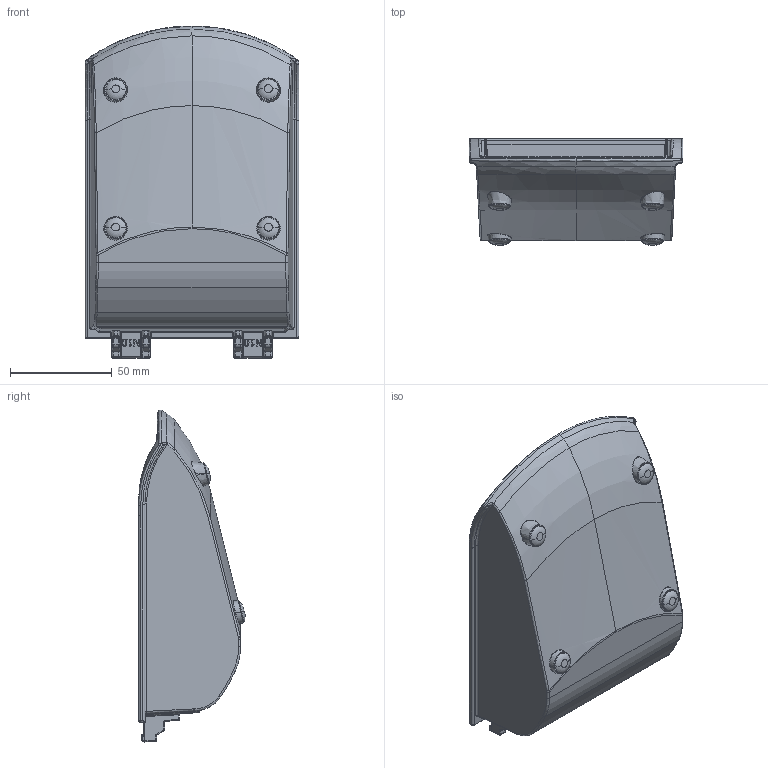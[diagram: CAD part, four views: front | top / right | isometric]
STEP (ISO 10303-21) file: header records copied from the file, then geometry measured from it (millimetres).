
FILE_DESCRIPTION (( 'STEP AP214' ), '1' );
FILE_NAME ('Accessories for aluminium profiles061MGT2D391N10.step', '2017-02-27T14:33:10', ( '' ), ( '' ), 'SwSTEP 2.0', 'SolidWorks 2016', '' );
FILE_SCHEMA (( 'AUTOMOTIVE_DESIGN' ));
Length unit declared in the file: millimetre
Products named in the file (5): 061ML22_061ML22; 340ME489_340ME489; 340ME488_340ME488; 061MGT2D391HR01_061MGT2D391N10R01; Accessories for aluminium profiles061MGT2D391N10
Assembly tree (7 placements, depth 2):
  Accessories for aluminium profiles061MGT2D391N10
    061MGT2D391HR01_061MGT2D391N10R01
    340ME488_340ME488  x4
    340ME489_340ME489
    061ML22_061ML22
Bounding box: 105 x 52.33 x 162.99 mm (x, y, z)
Volume: 90590.8 mm3; surface area: 70337.7 mm2
Topology: 7 solids, 7 shells, 1110 faces, 2701 edges, 1554 vertices
Faces by surface type: bspline 396, cylinder 381, plane 231, sphere 66, cone 26, torus 10
Entity records: 46890 total; most frequent: CARTESIAN_POINT 25053, ORIENTED_EDGE 5178, DIRECTION 3606, EDGE_CURVE 2589, VERTEX_POINT 1536, AXIS2_PLACEMENT_3D 1296, EDGE_LOOP 1123, FACE_OUTER_BOUND 1092
